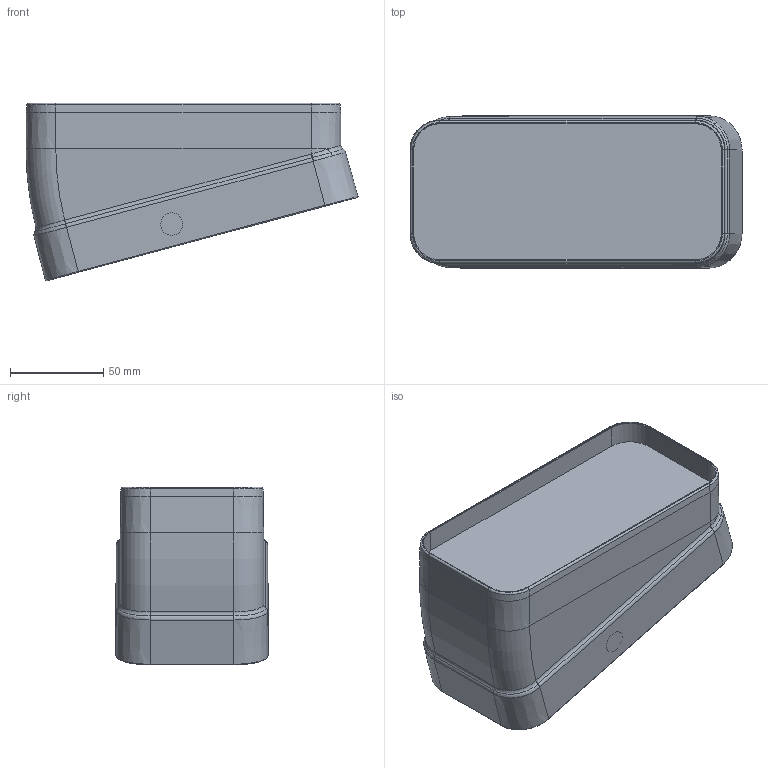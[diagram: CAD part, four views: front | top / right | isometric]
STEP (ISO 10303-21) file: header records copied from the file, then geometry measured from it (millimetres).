
FILE_DESCRIPTION(('STEP AP214'),'1');
FILE_NAME('.STP','2025-02-21T08:10:34',(' '),(' '),'Spatial InterOp 3D',' ',' ');
FILE_SCHEMA(('AUTOMOTIVE_DESIGN { 1 0 10303 214 1 1 1 1 }'));
Length unit declared in the file: millimetre
Products named in the file (1): M-RBH-2_15
Bounding box: 178.12 x 81.64 x 95.36 mm (x, y, z)
Volume: 510615.8 mm3; surface area: 78192.5 mm2
Topology: 1 solids, 2 shells, 134 faces, 297 edges, 170 vertices
Faces by surface type: plane 33, cylinder 33, bspline 24, torus 24, cone 20
Entity records: 8595 total; most frequent: CARTESIAN_POINT 3208, DIRECTION 613, ORIENTED_EDGE 594, STYLED_ITEM 422, PRESENTATION_STYLE_ASSIGNMENT 422, COLOUR_RGB 422, EDGE_CURVE 297, CURVE_STYLE 289
